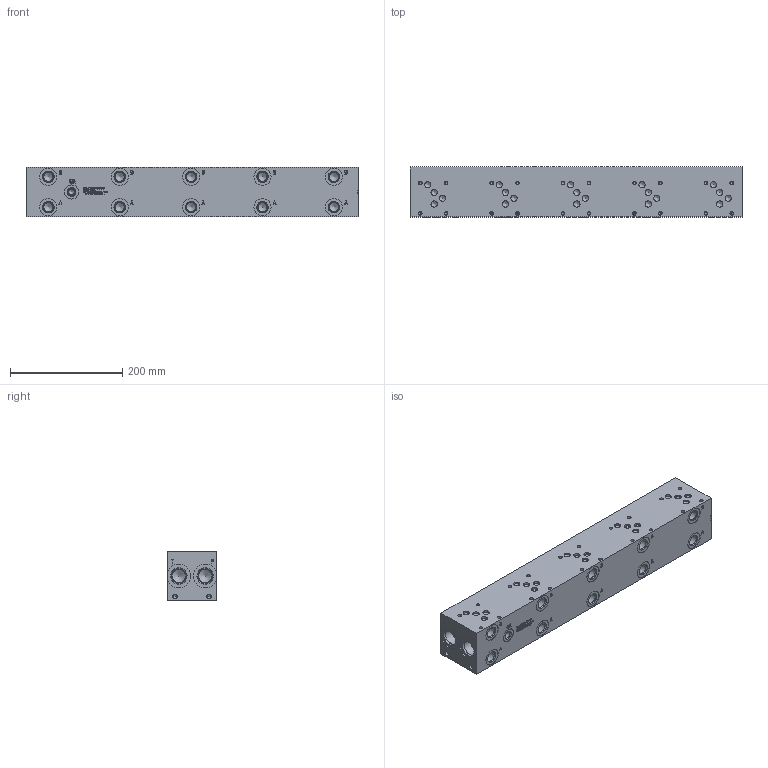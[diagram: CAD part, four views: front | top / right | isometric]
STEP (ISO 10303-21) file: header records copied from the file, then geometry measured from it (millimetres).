
FILE_DESCRIPTION(/* description */ (''),/* implementation_level */ '2;1');
FILE_NAME(/* name */ '_D05P055S_T_.stp',/* time_stamp */ '2021-07-20T15:18:29-04:00',/* author */ ('anthonyv'),/* organization */ (''),/* preprocessor_version */ 'ST-DEVELOPER v18.1',/* originating_system */ 'Autodesk Inventor 2021',/* authorisation */ '');
FILE_SCHEMA (('AUTOMOTIVE_DESIGN { 1 0 10303 214 3 1 1 }'));
Length unit declared in the file: millimetre
Products named in the file (1): _D05P055S_T_
Bounding box: 590.55 x 88.9 x 88.9 mm (x, y, z)
Volume: 4498522.6 mm3; surface area: 263300 mm2
Topology: 1 solids, 1 shells, 937 faces, 2559 edges, 1740 vertices
Faces by surface type: plane 487, bspline 203, cylinder 143, cone 104
Full cylindrical faces by diameter (mm): 5.105 x20, 6.35 x20, 6.528 x4, 7.925 x4, 10.719 x1, 11.125 x20, 12.9 x1, 14.275 x1, 14.529 x1, 15.875 x10, 17.501 x10, 19.05 x10, 19.253 x10, 23.012 x4, 24.917 x4, 25.019 x1, 26.99 x2, 27 x2, 27.432 x4, 30.632 x10, 42.037 x4
Entity records: 31238 total; most frequent: CARTESIAN_POINT 7817, ORIENTED_EDGE 5000, DIRECTION 4101, EDGE_CURVE 2500, VERTEX_POINT 1740, LINE 1557, VECTOR 1557, AXIS2_PLACEMENT_3D 1272
